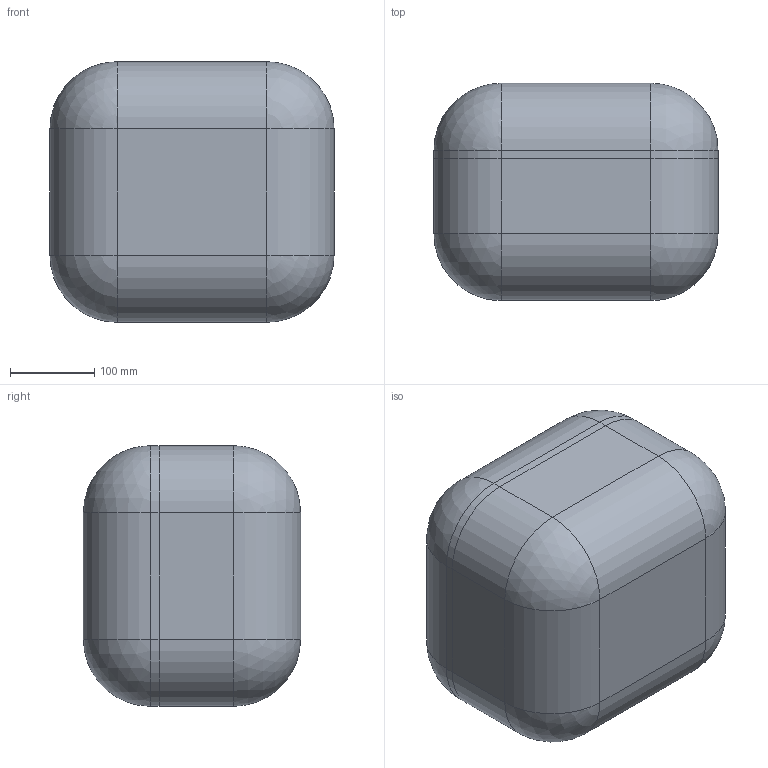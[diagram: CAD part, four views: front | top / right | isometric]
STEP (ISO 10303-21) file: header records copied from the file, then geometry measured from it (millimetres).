
FILE_DESCRIPTION (( 'STEP AP214' ), '1' );
FILE_NAME ('Êåéñ Ï225 óïð.STEP', '2025-08-13T14:45:32', ( '' ), ( '' ), 'SwSTEP 2.0', 'SolidWorks 2021', '' );
FILE_SCHEMA (( 'AUTOMOTIVE_DESIGN' ));
Length unit declared in the file: millimetre
Products named in the file (3): Êðûøêà Ï225-1; Êåéñ Ï225 óïð; Êîðïóñ Ï225-1
Assembly tree (2 placements, depth 2):
  Êåéñ Ï225 óïð
    Êîðïóñ Ï225-1
    Êðûøêà Ï225-1
Bounding box: 338 x 258.5 x 310 mm (x, y, z)
Volume: 16432225.3 mm3; surface area: 742382.8 mm2
Topology: 2 solids, 3 shells, 943 faces, 2536 edges, 1639 vertices
Faces by surface type: plane 427, bspline 323, cylinder 181, sphere 12
Entity records: 39413 total; most frequent: CARTESIAN_POINT 18367, ORIENTED_EDGE 5048, DIRECTION 3236, EDGE_CURVE 2524, VERTEX_POINT 1639, LINE 1476, VECTOR 1476, EDGE_LOOP 1011
